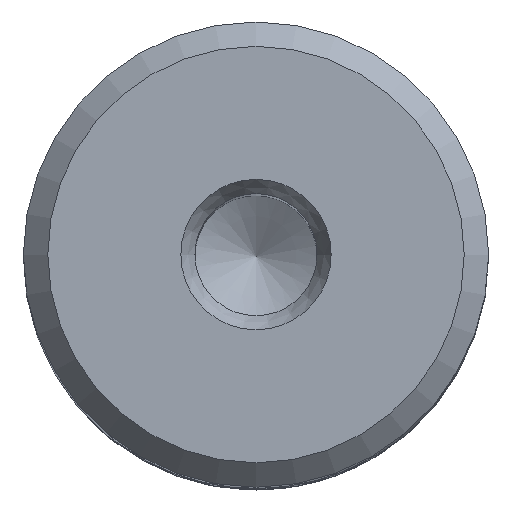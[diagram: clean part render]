
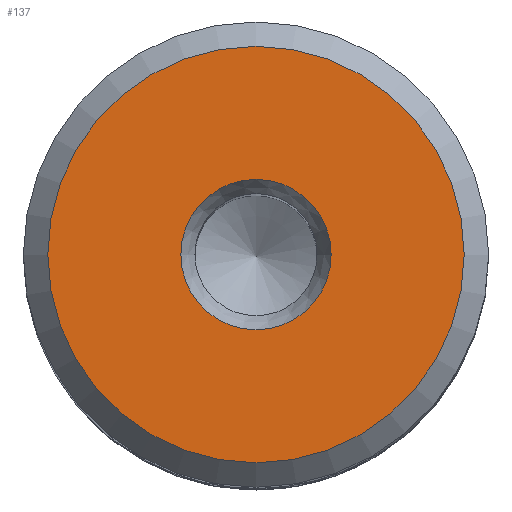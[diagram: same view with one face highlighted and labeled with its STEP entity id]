
A CAD part, top view. The second image highlights one B-rep face of the part: STEP entity #137.
In plain terms, the highlighted planar face has unit normal (0, 0, 1).
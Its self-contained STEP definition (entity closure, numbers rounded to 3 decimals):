
#48=PLANE('',#675);
#137=ADVANCED_FACE('',(#284,#285),#48,.T.);
#284=FACE_BOUND('',#371,.T.);
#285=FACE_BOUND('',#372,.T.);
#371=EDGE_LOOP('',(#461));
#372=EDGE_LOOP('',(#462));
#461=ORIENTED_EDGE('',*,*,#568,.T.);
#462=ORIENTED_EDGE('',*,*,#569,.T.);
#521=VERTEX_POINT('',#1209);
#522=VERTEX_POINT('',#1212);
#568=EDGE_CURVE('',#521,#521,#613,.T.);
#569=EDGE_CURVE('',#522,#522,#614,.T.);
#613=CIRCLE('',#672,3.077);
#614=CIRCLE('',#674,8.525);
#672=AXIS2_PLACEMENT_3D('',#1208,#816,#817);
#674=AXIS2_PLACEMENT_3D('',#1211,#820,#821);
#675=AXIS2_PLACEMENT_3D('',#1213,#822,#823);
#816=DIRECTION('',(0.,0.,-1.));
#817=DIRECTION('',(1.,0.,0.));
#820=DIRECTION('',(0.,0.,1.));
#821=DIRECTION('',(1.,0.,0.));
#822=DIRECTION('',(0.,0.,1.));
#823=DIRECTION('',(1.,0.,0.));
#1208=CARTESIAN_POINT('',(0.,0.,0.));
#1209=CARTESIAN_POINT('',(3.077,0.,0.));
#1211=CARTESIAN_POINT('',(0.,0.,0.));
#1212=CARTESIAN_POINT('',(8.525,0.,0.));
#1213=CARTESIAN_POINT('',(0.,0.,0.));
